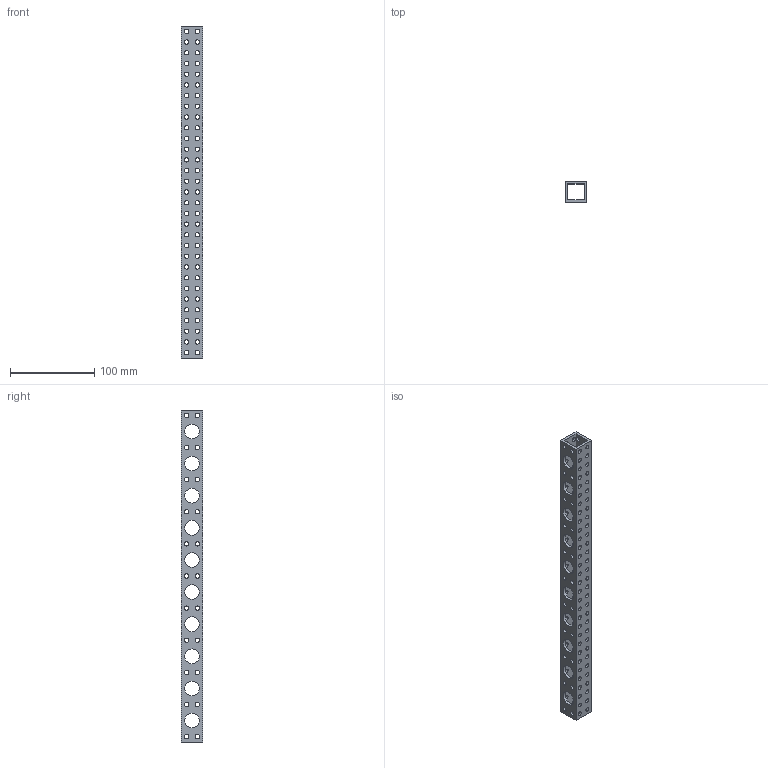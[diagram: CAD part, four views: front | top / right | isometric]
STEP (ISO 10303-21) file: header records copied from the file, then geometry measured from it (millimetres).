
FILE_DESCRIPTION (( 'STEP AP203' ), '1' );
FILE_NAME ('am-5002-1550 RoBits 1.0×1.0×15.5 Tube.STEP', '2023-02-21T12:24:25', ( '' ), ( '' ), 'SwSTEP 2.0', 'SolidWorks 2022', '' );
FILE_SCHEMA (( 'CONFIG_CONTROL_DESIGN' ));
Length unit declared in the file: inch
Products named in the file (1): am-5002-1550 RoBits 1.0×1.0×15.5 Tube
Bounding box: 25.4 x 25.4 x 393.7 mm (x, y, z)
Volume: 84997.1 mm3; surface area: 66144.9 mm2
Topology: 1 solids, 1 shells, 386 faces, 1152 edges, 768 vertices
Faces by surface type: cylinder 376, plane 10
Entity records: 14283 total; most frequent: DIRECTION 2678, CARTESIAN_POINT 2307, ORIENTED_EDGE 2304, EDGE_CURVE 1152, AXIS2_PLACEMENT_3D 1139, VERTEX_POINT 768, EDGE_LOOP 764, CIRCLE 752
